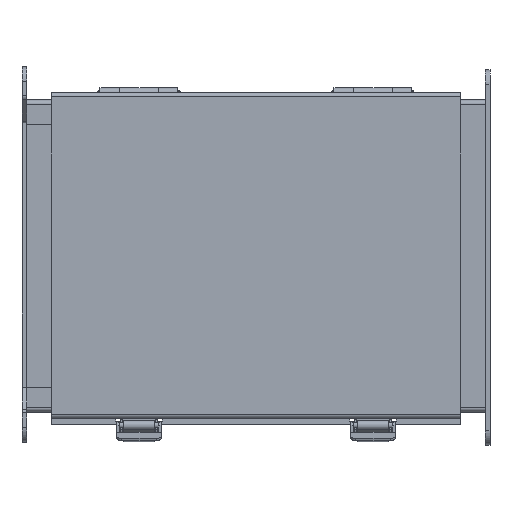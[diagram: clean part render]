
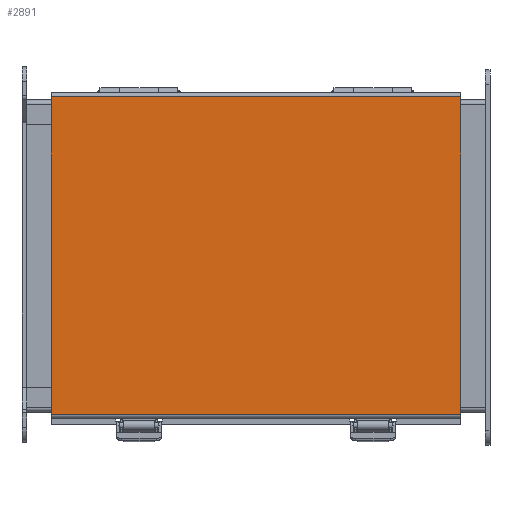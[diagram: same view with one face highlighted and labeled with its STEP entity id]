
A CAD part, front view. The second image highlights one B-rep face of the part: STEP entity #2891.
In plain terms, the highlighted planar face has unit normal (0, -1, 0).
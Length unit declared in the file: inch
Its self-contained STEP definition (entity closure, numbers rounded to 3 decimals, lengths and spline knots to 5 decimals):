
#174 = DIRECTION ( 'NONE',  ( 0., 1., 0. ) ) ;
#886 = LINE ( 'NONE', #952, #7663 ) ;
#952 = CARTESIAN_POINT ( 'NONE',  ( 5.25, -4.172, 4.1865 ) ) ;
#1053 = CARTESIAN_POINT ( 'NONE',  ( 5.25, -4.172, 4.0785 ) ) ;
#1145 = EDGE_LOOP ( 'NONE', ( #1863, #2139, #10520, #6858 ) ) ;
#1473 = EDGE_CURVE ( 'NONE', #6783, #8488, #1861, .T. ) ;
#1861 = LINE ( 'NONE', #12067, #4750 ) ;
#1863 = ORIENTED_EDGE ( 'NONE', *, *, #1473, .F. ) ;
#2139 = ORIENTED_EDGE ( 'NONE', *, *, #7845, .F. ) ;
#2515 = CARTESIAN_POINT ( 'NONE',  ( 5.25, -4.172, -4.0585 ) ) ;
#2891 = ADVANCED_FACE ( 'NONE', ( #11931 ), #5922, .F. ) ;
#3204 = DIRECTION ( 'NONE',  ( -1., 0., 0. ) ) ;
#3401 = CARTESIAN_POINT ( 'NONE',  ( -5.25, -4.172, 4.0785 ) ) ;
#3685 = VECTOR ( 'NONE', #10407, 39.37008 ) ;
#4121 = DIRECTION ( 'NONE',  ( 0., 0., -1. ) ) ;
#4513 = EDGE_CURVE ( 'NONE', #11230, #11980, #5250, .T. ) ;
#4750 = VECTOR ( 'NONE', #3204, 39.37008 ) ;
#5250 = LINE ( 'NONE', #9316, #3685 ) ;
#5922 = PLANE ( 'NONE',  #10813 ) ;
#6783 = VERTEX_POINT ( 'NONE', #2515 ) ;
#6858 = ORIENTED_EDGE ( 'NONE', *, *, #11459, .F. ) ;
#6905 = LINE ( 'NONE', #10644, #10560 ) ;
#7663 = VECTOR ( 'NONE', #12781, 39.37008 ) ;
#7744 = DIRECTION ( 'NONE',  ( 0., 0., 1. ) ) ;
#7845 = EDGE_CURVE ( 'NONE', #11980, #6783, #886, .T. ) ;
#8488 = VERTEX_POINT ( 'NONE', #11194 ) ;
#9316 = CARTESIAN_POINT ( 'NONE',  ( 5.25, -4.172, 4.0785 ) ) ;
#9875 = CARTESIAN_POINT ( 'NONE',  ( 5.25, -4.172, 4.1865 ) ) ;
#10407 = DIRECTION ( 'NONE',  ( 1., 0., 0. ) ) ;
#10520 = ORIENTED_EDGE ( 'NONE', *, *, #4513, .F. ) ;
#10560 = VECTOR ( 'NONE', #7744, 39.37008 ) ;
#10644 = CARTESIAN_POINT ( 'NONE',  ( -5.25, -4.172, 4.1865 ) ) ;
#10813 = AXIS2_PLACEMENT_3D ( 'NONE', #9875, #174, #4121 ) ;
#11194 = CARTESIAN_POINT ( 'NONE',  ( -5.25, -4.172, -4.0585 ) ) ;
#11230 = VERTEX_POINT ( 'NONE', #3401 ) ;
#11459 = EDGE_CURVE ( 'NONE', #8488, #11230, #6905, .T. ) ;
#11931 = FACE_OUTER_BOUND ( 'NONE', #1145, .T. ) ;
#11980 = VERTEX_POINT ( 'NONE', #1053 ) ;
#12067 = CARTESIAN_POINT ( 'NONE',  ( 5.25, -4.172, -4.0585 ) ) ;
#12781 = DIRECTION ( 'NONE',  ( 0., 0., -1. ) ) ;
